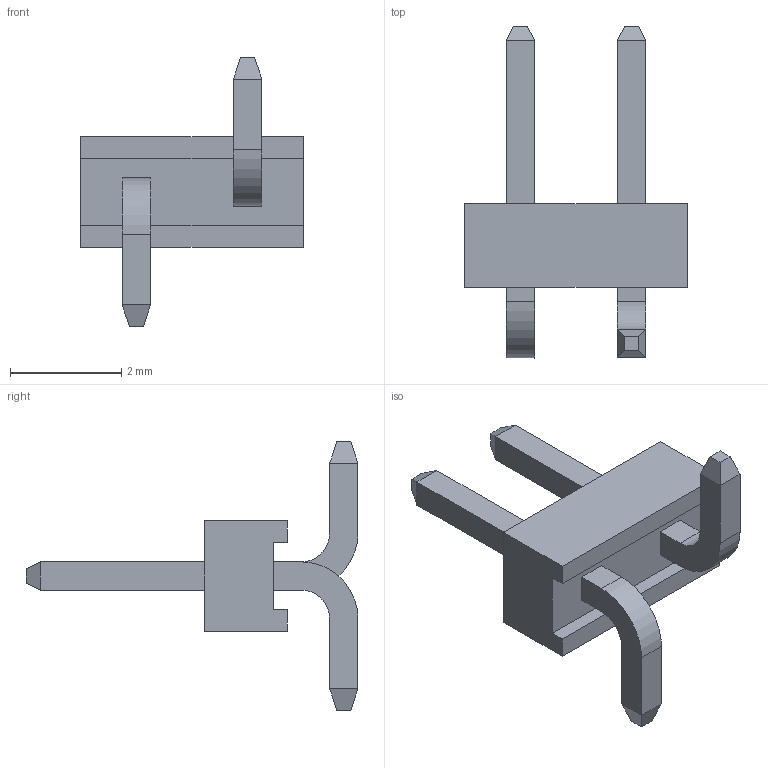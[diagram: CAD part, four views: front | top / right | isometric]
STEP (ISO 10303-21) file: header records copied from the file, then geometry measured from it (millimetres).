
FILE_DESCRIPTION( ( 'STEP AP214' ), '1' );
FILE_NAME( 'TMM-102-01-G-S-SM.stp', '2018-11-27T17:45:02', ( '' ), ( '' ), ' ', 'PARTsolutions', ' ' );
FILE_SCHEMA( ( 'AUTOMOTIVE_DESIGN { 1 0 10303 214 1 1 1 1 }' ) );
Length unit declared in the file: inch
Products named in the file (4): TMM-102-01-G-S-SM; _TMM-102-01-G-S-SM_body; _TMM-102-01-G-S-SM_pins1; _TMM-102-01-G-S-SM_sm_pins2
Assembly tree (3 placements, depth 2):
  TMM-102-01-G-S-SM
    _TMM-102-01-G-S-SM_body
    _TMM-102-01-G-S-SM_pins1
    _TMM-102-01-G-S-SM_sm_pins2
Bounding box: 4 x 5.97 x 4.83 mm (x, y, z)
Volume: 15.8 mm3; surface area: 84.1 mm2
Topology: 3 solids, 3 shells, 75 faces, 188 edges, 120 vertices
Faces by surface type: plane 71, cylinder 4
Entity records: 2860 total; most frequent: CARTESIAN_POINT 387, ORIENTED_EDGE 376, DIRECTION 354, EDGE_CURVE 188, LINE 180, VECTOR 180, VERTEX_POINT 120, AXIS2_PLACEMENT_3D 87
